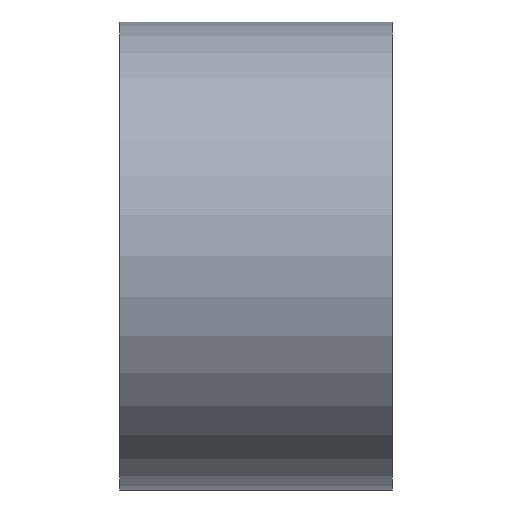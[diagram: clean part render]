
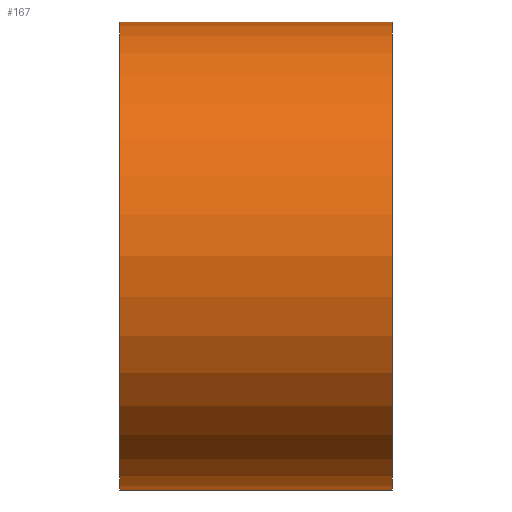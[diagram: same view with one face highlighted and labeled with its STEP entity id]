
A CAD part, left-side view. The second image highlights one B-rep face of the part: STEP entity #167.
In plain terms, the highlighted cylindrical face has radius 21.5 mm (diameter 43 mm), a partial arc.
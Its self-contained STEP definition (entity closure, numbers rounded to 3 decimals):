
#5 = AXIS2_PLACEMENT_3D ( 'NONE', #578, #77, #528 ) ;
#45 = VERTEX_POINT ( 'NONE', #66 ) ;
#62 = VERTEX_POINT ( 'NONE', #520 ) ;
#66 = CARTESIAN_POINT ( 'NONE',  ( 0., 0., 21.5 ) ) ;
#77 = DIRECTION ( 'NONE',  ( 0., -1., 0. ) ) ;
#105 = DIRECTION ( 'NONE',  ( 0., 0., -1. ) ) ;
#108 = VECTOR ( 'NONE', #371, 1000. ) ;
#114 = VERTEX_POINT ( 'NONE', #473 ) ;
#118 = CYLINDRICAL_SURFACE ( 'NONE', #122, 21.5 ) ;
#119 = ORIENTED_EDGE ( 'NONE', *, *, #219, .F. ) ;
#122 = AXIS2_PLACEMENT_3D ( 'NONE', #470, #423, #105 ) ;
#143 = VECTOR ( 'NONE', #147, 1000. ) ;
#147 = DIRECTION ( 'NONE',  ( 0., -1., 0. ) ) ;
#153 = CIRCLE ( 'NONE', #586, 21.5 ) ;
#167 = ADVANCED_FACE ( 'NONE', ( #276 ), #118, .T. ) ;
#209 = VERTEX_POINT ( 'NONE', #482 ) ;
#216 = EDGE_CURVE ( 'NONE', #114, #209, #451, .T. ) ;
#219 = EDGE_CURVE ( 'NONE', #45, #62, #153, .T. ) ;
#225 = CARTESIAN_POINT ( 'NONE',  ( 0., 0., -21.5 ) ) ;
#245 = LINE ( 'NONE', #281, #143 ) ;
#249 = CARTESIAN_POINT ( 'NONE',  ( 0., 0., 0. ) ) ;
#276 = FACE_OUTER_BOUND ( 'NONE', #461, .T. ) ;
#281 = CARTESIAN_POINT ( 'NONE',  ( 0., 0., 21.5 ) ) ;
#371 = DIRECTION ( 'NONE',  ( 0., -1., 0. ) ) ;
#390 = DIRECTION ( 'NONE',  ( 0., 0., -1. ) ) ;
#423 = DIRECTION ( 'NONE',  ( 0., -1., 0. ) ) ;
#439 = LINE ( 'NONE', #225, #108 ) ;
#451 = CIRCLE ( 'NONE', #5, 21.5 ) ;
#461 = EDGE_LOOP ( 'NONE', ( #494, #564, #583, #119 ) ) ;
#469 = EDGE_CURVE ( 'NONE', #209, #62, #439, .T. ) ;
#470 = CARTESIAN_POINT ( 'NONE',  ( 0., 0., 0. ) ) ;
#473 = CARTESIAN_POINT ( 'NONE',  ( 0., 25., 21.5 ) ) ;
#482 = CARTESIAN_POINT ( 'NONE',  ( 0., 25., -21.5 ) ) ;
#494 = ORIENTED_EDGE ( 'NONE', *, *, #543, .F. ) ;
#520 = CARTESIAN_POINT ( 'NONE',  ( 0., 0., -21.5 ) ) ;
#528 = DIRECTION ( 'NONE',  ( 0., 0., -1. ) ) ;
#543 = EDGE_CURVE ( 'NONE', #114, #45, #245, .T. ) ;
#564 = ORIENTED_EDGE ( 'NONE', *, *, #216, .T. ) ;
#578 = CARTESIAN_POINT ( 'NONE',  ( 0., 25., 0. ) ) ;
#582 = DIRECTION ( 'NONE',  ( 0., -1., 0. ) ) ;
#583 = ORIENTED_EDGE ( 'NONE', *, *, #469, .T. ) ;
#586 = AXIS2_PLACEMENT_3D ( 'NONE', #249, #582, #390 ) ;
